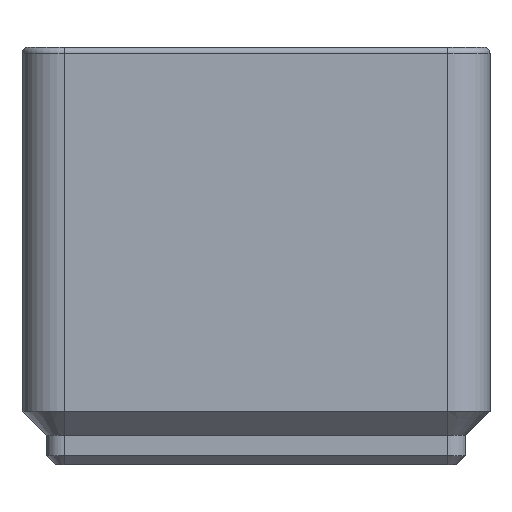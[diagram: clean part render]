
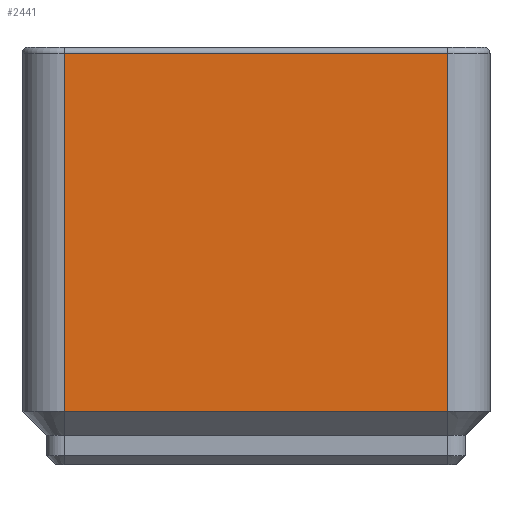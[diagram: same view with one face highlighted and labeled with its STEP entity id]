
A CAD part, front view. The second image highlights one B-rep face of the part: STEP entity #2441.
In plain terms, the highlighted planar face has unit normal (0, -1, 0).
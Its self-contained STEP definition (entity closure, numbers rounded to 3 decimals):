
#287 = VERTEX_POINT('',#288);
#288 = CARTESIAN_POINT('',(-17.,-20.75,-37.25));
#295 = EDGE_CURVE('',#287,#296,#298,.T.);
#296 = VERTEX_POINT('',#297);
#297 = CARTESIAN_POINT('',(-17.,-20.75,-5.5));
#298 = LINE('',#299,#300);
#299 = CARTESIAN_POINT('',(-17.,-20.75,-37.25));
#300 = VECTOR('',#301,1.);
#301 = DIRECTION('',(0.,0.,1.));
#2441 = ADVANCED_FACE('',(#2442),#2467,.T.);
#2442 = FACE_BOUND('',#2443,.T.);
#2443 = EDGE_LOOP('',(#2444,#2445,#2453,#2461));
#2444 = ORIENTED_EDGE('',*,*,#295,.F.);
#2445 = ORIENTED_EDGE('',*,*,#2446,.F.);
#2446 = EDGE_CURVE('',#2447,#287,#2449,.T.);
#2447 = VERTEX_POINT('',#2448);
#2448 = CARTESIAN_POINT('',(17.,-20.75,-37.25));
#2449 = LINE('',#2450,#2451);
#2450 = CARTESIAN_POINT('',(17.,-20.75,-37.25));
#2451 = VECTOR('',#2452,1.);
#2452 = DIRECTION('',(-1.,0.,0.));
#2453 = ORIENTED_EDGE('',*,*,#2454,.T.);
#2454 = EDGE_CURVE('',#2447,#2455,#2457,.T.);
#2455 = VERTEX_POINT('',#2456);
#2456 = CARTESIAN_POINT('',(17.,-20.75,-5.5));
#2457 = LINE('',#2458,#2459);
#2458 = CARTESIAN_POINT('',(17.,-20.75,-37.25));
#2459 = VECTOR('',#2460,1.);
#2460 = DIRECTION('',(0.,0.,1.));
#2461 = ORIENTED_EDGE('',*,*,#2462,.F.);
#2462 = EDGE_CURVE('',#296,#2455,#2463,.T.);
#2463 = LINE('',#2464,#2465);
#2464 = CARTESIAN_POINT('',(-17.,-20.75,-5.5));
#2465 = VECTOR('',#2466,1.);
#2466 = DIRECTION('',(1.,0.,0.));
#2467 = PLANE('',#2468);
#2468 = AXIS2_PLACEMENT_3D('',#2469,#2470,#2471);
#2469 = CARTESIAN_POINT('',(17.,-20.75,-37.25));
#2470 = DIRECTION('',(0.,-1.,0.));
#2471 = DIRECTION('',(-1.,0.,0.));
